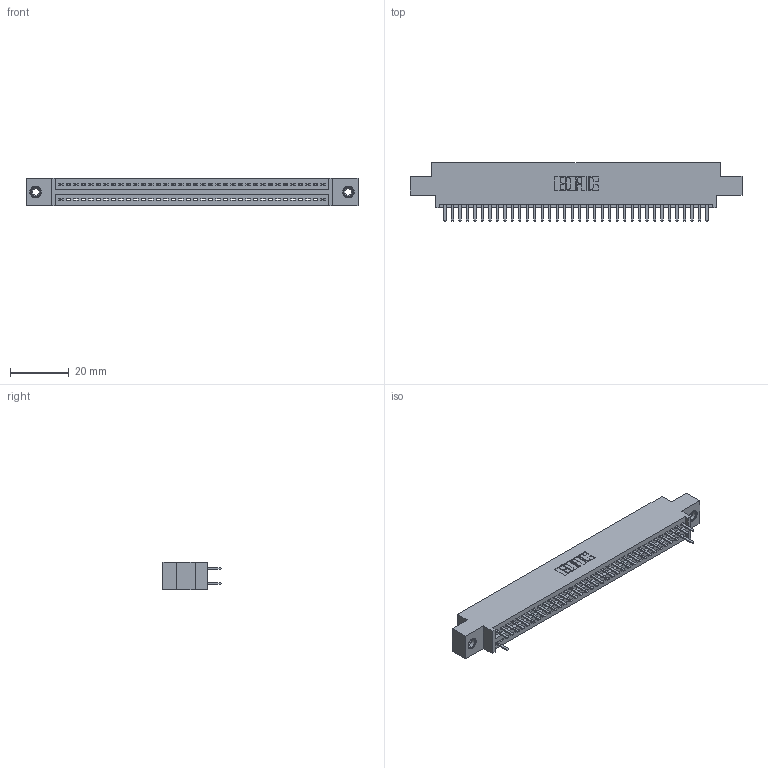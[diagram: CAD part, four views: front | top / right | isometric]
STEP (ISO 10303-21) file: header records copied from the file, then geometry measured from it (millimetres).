
FILE_DESCRIPTION (( 'STEP AP203' ), '1' );
FILE_NAME ('395-072-520-808.STEP', '2018-11-27T08:26:59', ( '' ), ( '' ), 'SwSTEP 2.0', 'SolidWorks 2016', '' );
FILE_SCHEMA (( 'CONFIG_CONTROL_DESIGN' ));
Length unit declared in the file: inch
Products named in the file (4): 395-072-520-808; 345-250-001_345-250-003-102; 345-292-001_345-293-120; 345 Part_0.170 Offset - 0.156 Dia-TI
Assembly tree (41 placements, depth 2):
  395-072-520-808
    345 Part_0.170 Offset - 0.156 Dia-TI
    345-292-001_345-293-120  x38
    345-250-001_345-250-003-102  x2
Bounding box: 112.65 x 19.68 x 9.4 mm (x, y, z)
Volume: 10444.1 mm3; surface area: 13707.4 mm2
Topology: 41 solids, 41 shells, 2514 faces, 7373 edges, 4806 vertices
Faces by surface type: plane 1684, cylinder 814, cone 12, torus 4
Entity records: 29398 total; most frequent: CARTESIAN_POINT 5077, ORIENTED_EDGE 5026, DIRECTION 4459, EDGE_CURVE 2513, LINE 2213, VECTOR 2213, VERTEX_POINT 1668, AXIS2_PLACEMENT_3D 1123
